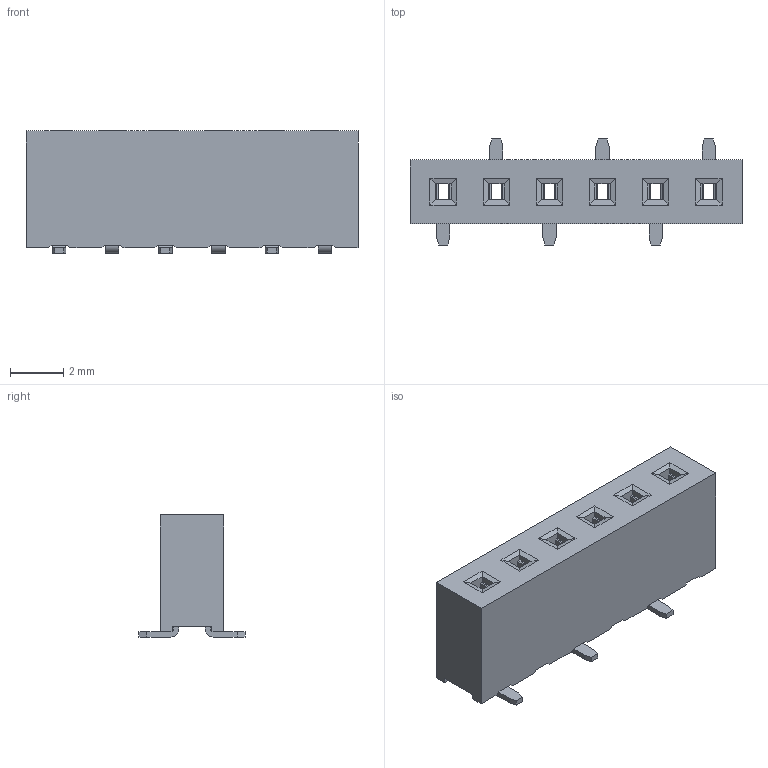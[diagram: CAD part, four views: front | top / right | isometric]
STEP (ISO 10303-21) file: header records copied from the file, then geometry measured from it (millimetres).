
FILE_DESCRIPTION(/* description */ (''),/* implementation_level */ '2;1');
FILE_NAME(/* name */ 'Sullins NPPN061BFLD-RC.step',/* time_stamp */ '2022-06-21T16:30:37+01:00',/* author */ (''),/* organization */ (''),/* preprocessor_version */ 'ST-DEVELOPER v19',/* originating_system */ 'Autodesk Translation Framework v11.7.0.108',/* authorisation */ '');
FILE_SCHEMA (('AUTOMOTIVE_DESIGN { 1 0 10303 214 3 1 1 }'));
Length unit declared in the file: millimetre
Products named in the file (1): Sullins NPPN061BFLD-RC
Bounding box: 12.5 x 4 x 4.6 mm (x, y, z)
Volume: 113.1 mm3; surface area: 305.7 mm2
Topology: 7 solids, 7 shells, 316 faces, 876 edges, 580 vertices
Faces by surface type: plane 280, cylinder 36
Entity records: 10125 total; most frequent: CARTESIAN_POINT 1773, ORIENTED_EDGE 1752, DIRECTION 1582, EDGE_CURVE 876, LINE 804, VECTOR 804, VERTEX_POINT 580, AXIS2_PLACEMENT_3D 389
